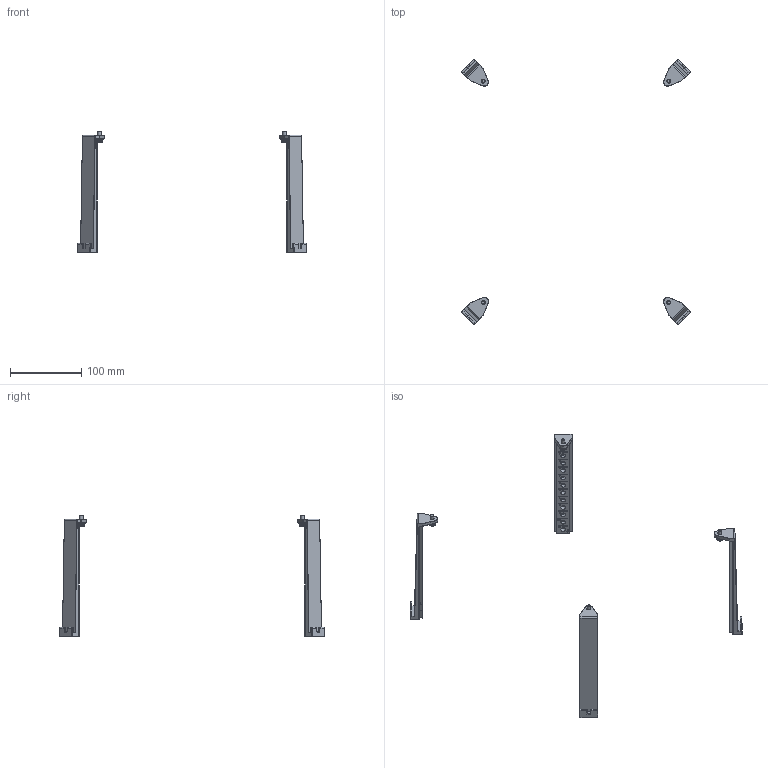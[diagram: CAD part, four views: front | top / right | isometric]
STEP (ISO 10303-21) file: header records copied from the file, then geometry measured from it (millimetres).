
FILE_DESCRIPTION (( 'STEP AP214' ), '1' );
FILE_NAME ('FR8POST.STEP', '2020-10-05T15:45:56', ( '' ), ( '' ), 'SwSTEP 2.0', 'SolidWorks 2019', '' );
FILE_SCHEMA (( 'AUTOMOTIVE_DESIGN' ));
Length unit declared in the file: inch
Products named in the file (1): FR8POST
Bounding box: 322.25 x 373.05 x 170.24 mm (x, y, z)
Volume: 141525.9 mm3; surface area: 67564.9 mm2
Topology: 12 solids, 12 shells, 1552 faces, 3852 edges, 2412 vertices
Faces by surface type: plane 804, bspline 488, cylinder 256, cone 4
Full cylindrical faces by diameter (mm): 4.826 x4, 5.5 x4, 5.588 x4, 6.35 x48, 9.474 x4, 11 x4
Entity records: 71537 total; most frequent: CARTESIAN_POINT 18253, ORIENTED_EDGE 7432, DIRECTION 5278, EDGE_CURVE 3716, VERTEX_POINT 2400, LINE 2372, VECTOR 2372, EDGE_LOOP 1780
